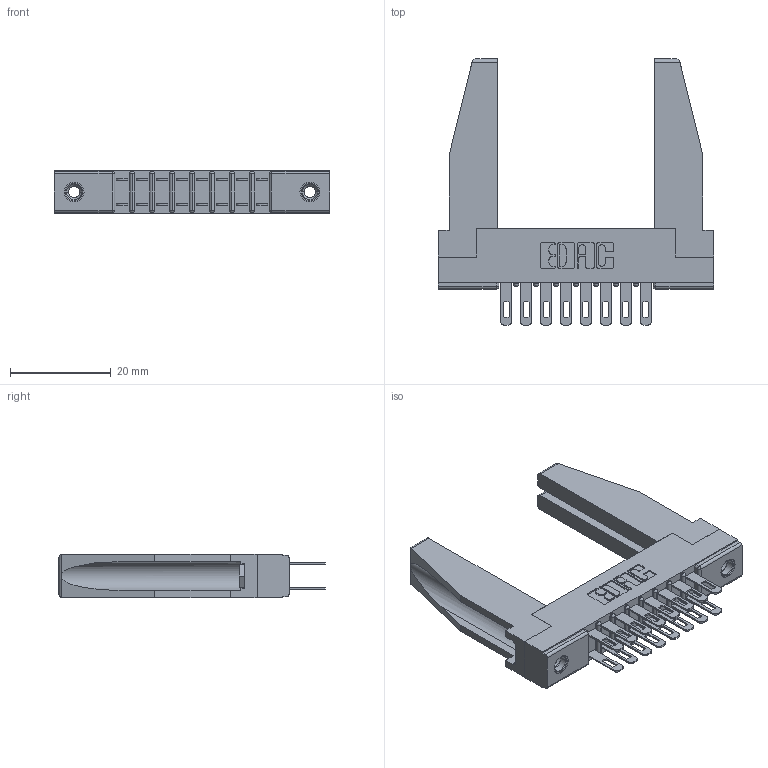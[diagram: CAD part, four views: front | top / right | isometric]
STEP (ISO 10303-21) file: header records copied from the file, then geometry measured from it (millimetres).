
FILE_DESCRIPTION (( 'STEP AP203' ), '1' );
FILE_NAME ('307-016-400-278.STEP', '2020-09-28T16:49:00', ( '' ), ( '' ), 'SwSTEP 2.0', 'SolidWorks 2020', '' );
FILE_SCHEMA (( 'CONFIG_CONTROL_DESIGN' ));
Length unit declared in the file: inch
Products named in the file (5): 345-250-001_345-250-001-102; 307 Part_.156 Dia Mounting Holes; 307-016-400-278; 307-220-078; 307-290-001_500
Assembly tree (21 placements, depth 2):
  307-016-400-278
    307 Part_.156 Dia Mounting Holes
    307-290-001_500  x16
    307-220-078  x2
    345-250-001_345-250-001-102  x2
Bounding box: 54.71 x 52.88 x 8.71 mm (x, y, z)
Volume: 7619.5 mm3; surface area: 9752.9 mm2
Topology: 21 solids, 21 shells, 993 faces, 2733 edges, 1766 vertices
Faces by surface type: plane 634, cylinder 325, sphere 18, cone 12, torus 4
Entity records: 13719 total; most frequent: CARTESIAN_POINT 2262, ORIENTED_EDGE 2196, DIRECTION 2186, EDGE_CURVE 1098, VECTOR 830, LINE 830, VERTEX_POINT 712, AXIS2_PLACEMENT_3D 678
